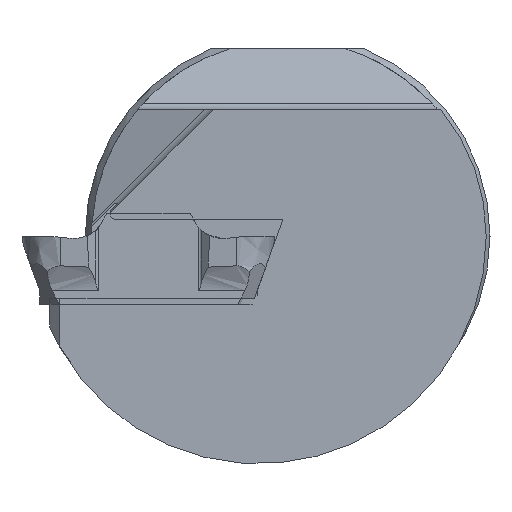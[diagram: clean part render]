
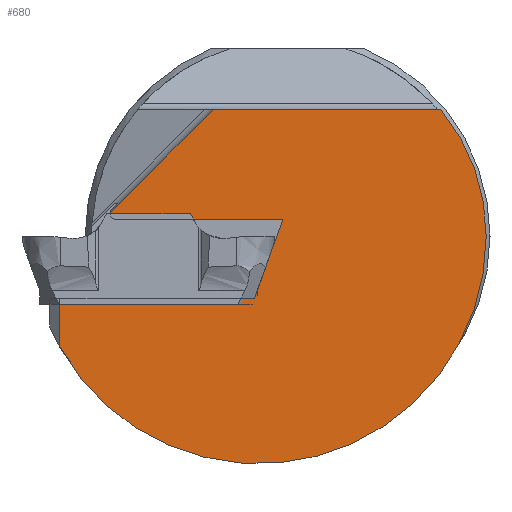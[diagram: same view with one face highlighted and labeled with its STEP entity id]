
A CAD part, left-side view. The second image highlights one B-rep face of the part: STEP entity #680.
In plain terms, the highlighted planar face has unit normal (-1, 0, 0).
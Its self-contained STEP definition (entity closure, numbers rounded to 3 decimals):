
#41=CIRCLE('',#1912,9.);
#42=CIRCLE('',#1913,7.85);
#43=CIRCLE('',#1914,0.25);
#619=PLANE('',#1915);
#680=ADVANCED_FACE('',(#764),#619,.F.);
#764=FACE_OUTER_BOUND('',#834,.T.);
#834=EDGE_LOOP('',(#1310,#1311,#1312,#1313,#1314,#1315,#1316,#1317,#1318));
#913=LINE('',#3594,#1013);
#914=LINE('',#3597,#1014);
#915=LINE('',#3599,#1015);
#916=LINE('',#3605,#1016);
#917=LINE('',#3607,#1017);
#918=LINE('',#3611,#1018);
#1013=VECTOR('',#2066,1.);
#1014=VECTOR('',#2067,1.);
#1015=VECTOR('',#2068,1.);
#1016=VECTOR('',#2073,1.);
#1017=VECTOR('',#2074,1.);
#1018=VECTOR('',#2077,1.);
#1310=ORIENTED_EDGE('',*,*,#1726,.F.);
#1311=ORIENTED_EDGE('',*,*,#1727,.F.);
#1312=ORIENTED_EDGE('',*,*,#1728,.F.);
#1313=ORIENTED_EDGE('',*,*,#1729,.F.);
#1314=ORIENTED_EDGE('',*,*,#1730,.F.);
#1315=ORIENTED_EDGE('',*,*,#1731,.F.);
#1316=ORIENTED_EDGE('',*,*,#1732,.F.);
#1317=ORIENTED_EDGE('',*,*,#1733,.F.);
#1318=ORIENTED_EDGE('',*,*,#1734,.F.);
#1550=VERTEX_POINT('',#3595);
#1551=VERTEX_POINT('',#3596);
#1552=VERTEX_POINT('',#3598);
#1553=VERTEX_POINT('',#3600);
#1554=VERTEX_POINT('',#3602);
#1555=VERTEX_POINT('',#3604);
#1556=VERTEX_POINT('',#3606);
#1557=VERTEX_POINT('',#3608);
#1558=VERTEX_POINT('',#3610);
#1726=EDGE_CURVE('',#1550,#1551,#913,.T.);
#1727=EDGE_CURVE('',#1552,#1550,#914,.T.);
#1728=EDGE_CURVE('',#1553,#1552,#915,.T.);
#1729=EDGE_CURVE('',#1554,#1553,#41,.T.);
#1730=EDGE_CURVE('',#1555,#1554,#42,.T.);
#1731=EDGE_CURVE('',#1556,#1555,#916,.T.);
#1732=EDGE_CURVE('',#1557,#1556,#917,.T.);
#1733=EDGE_CURVE('',#1558,#1557,#43,.T.);
#1734=EDGE_CURVE('',#1551,#1558,#918,.T.);
#1912=AXIS2_PLACEMENT_3D('',#3601,#2069,#2070);
#1913=AXIS2_PLACEMENT_3D('',#3603,#2071,#2072);
#1914=AXIS2_PLACEMENT_3D('',#3609,#2075,#2076);
#1915=AXIS2_PLACEMENT_3D('',#3612,#2078,#2079);
#2066=DIRECTION('',(0.,-0.342,0.94));
#2067=DIRECTION('',(0.,-1.,0.));
#2068=DIRECTION('',(0.,0.,1.));
#2069=DIRECTION('',(1.,0.,0.));
#2070=DIRECTION('',(0.,0.,-1.));
#2071=DIRECTION('',(1.,0.,0.));
#2072=DIRECTION('',(0.,0.,-1.));
#2073=DIRECTION('',(0.,-1.,0.));
#2074=DIRECTION('',(0.,-0.707,0.707));
#2075=DIRECTION('',(1.,0.,0.));
#2076=DIRECTION('',(0.,0.,-1.));
#2077=DIRECTION('',(0.,1.,0.));
#2078=DIRECTION('',(1.,0.,0.));
#2079=DIRECTION('',(0.,0.,-1.));
#3594=CARTESIAN_POINT('',(0.5,0.369,0.134));
#3595=CARTESIAN_POINT('',(0.5,1.312,-2.455));
#3596=CARTESIAN_POINT('',(0.5,0.184,0.645));
#3597=CARTESIAN_POINT('',(0.5,0.,-2.455));
#3598=CARTESIAN_POINT('',(0.5,9.,-2.455));
#3599=CARTESIAN_POINT('',(0.5,9.,0.));
#3600=CARTESIAN_POINT('',(0.5,9.,-4.402));
#3601=CARTESIAN_POINT('',(0.5,1.15,0.));
#3602=CARTESIAN_POINT('',(0.5,-7.85,0.));
#3603=CARTESIAN_POINT('',(0.5,0.,0.));
#3604=CARTESIAN_POINT('',(0.5,-6.052,5.));
#3605=CARTESIAN_POINT('',(0.5,0.,5.));
#3606=CARTESIAN_POINT('',(0.5,2.936,5.));
#3607=CARTESIAN_POINT('',(0.5,3.968,3.968));
#3608=CARTESIAN_POINT('',(0.5,7.006,0.93));
#3609=CARTESIAN_POINT('',(0.5,6.758,0.895));
#3610=CARTESIAN_POINT('',(0.5,6.758,0.645));
#3611=CARTESIAN_POINT('',(0.5,0.,0.645));
#3612=CARTESIAN_POINT('',(0.5,0.,0.));
